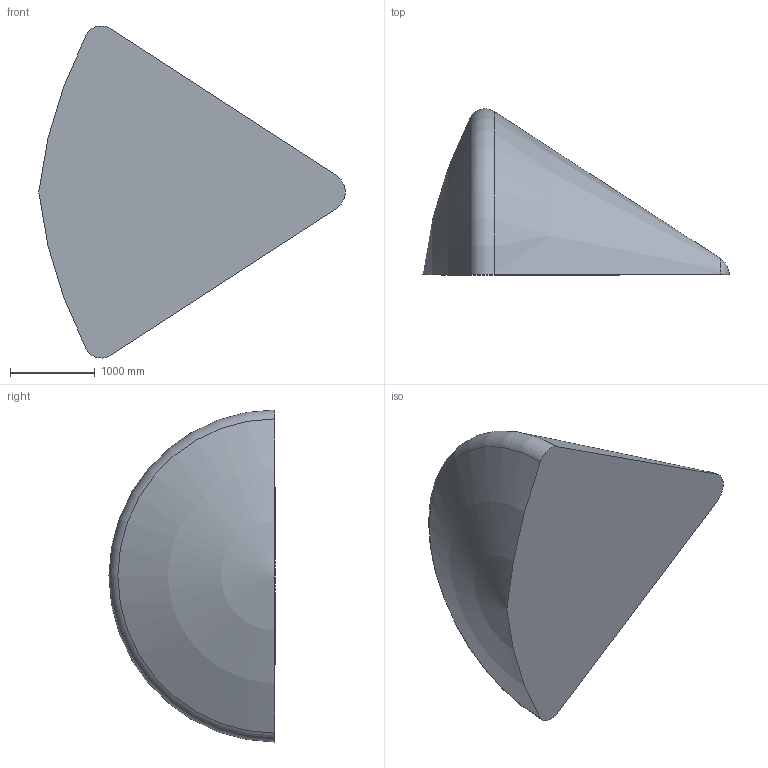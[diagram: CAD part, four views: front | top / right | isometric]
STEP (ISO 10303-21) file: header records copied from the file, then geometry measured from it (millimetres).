
FILE_DESCRIPTION (( 'STEP AP203' ), '1' );
FILE_NAME ('Apollo_Command_Module_3D_Edit.STEP', '2017-06-17T02:27:23', ( '' ), ( '' ), 'SwSTEP 2.0', 'SolidWorks 2016', '' );
FILE_SCHEMA (( 'CONFIG_CONTROL_DESIGN' ));
Length unit declared in the file: inch
Products named in the file (1): Apollo_Command_Module_3D_Edit
Bounding box: 3621.28 x 1961.77 x 3923.45 mm (x, y, z)
Volume: 8814281823.2 mm3; surface area: 26572882.3 mm2
Topology: 1 solids, 1 shells, 5 faces, 13 edges, 8 vertices
Faces by surface type: torus 3, cone 1, plane 1
Entity records: 229 total; most frequent: DIRECTION 32, CARTESIAN_POINT 25, ORIENTED_EDGE 22, AXIS2_PLACEMENT_3D 15, EDGE_CURVE 11, CIRCLE 9, VERTEX_POINT 8, PERSON_AND_ORGANIZATION 8
